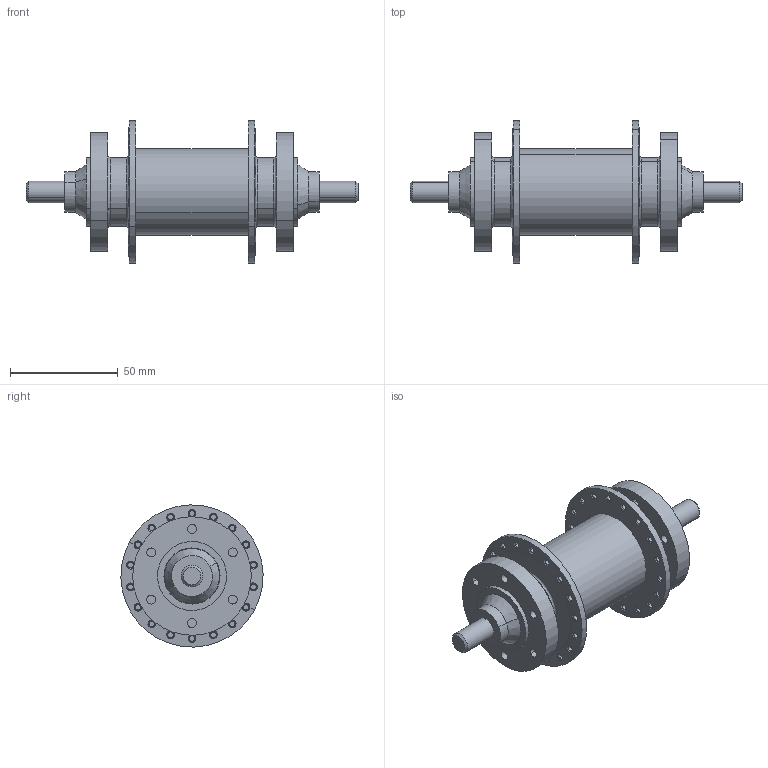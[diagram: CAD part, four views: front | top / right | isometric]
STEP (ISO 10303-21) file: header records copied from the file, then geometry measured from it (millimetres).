
FILE_DESCRIPTION(('CATIA V5 STEP Exchange'),'2;1');
FILE_NAME('Assemblage Moyeux.stp','2019-01-15T18:25:14+00:00',('none'),('none'),'CATIA Version 5 Release 21 GA (IN-10)','CATIA V5 STEP AP203','none');
FILE_SCHEMA(('CONFIG_CONTROL_DESIGN'));
Length unit declared in the file: millimetre
Products named in the file (1): Assemblage Moyeux
Assembly tree (4 placements, depth 2):
  Assemblage Moyeux
    #58
    #13024
    #13361  x2
Bounding box: 154 x 65.98 x 65.98 mm (x, y, z)
Volume: 127185.7 mm3; surface area: 47578.3 mm2
Topology: 4 solids, 4 shells, 332 faces, 764 edges, 452 vertices
Faces by surface type: cylinder 142, cone 84, bspline 76, plane 22, torus 8
Entity records: 13683 total; most frequent: CARTESIAN_POINT 7233, ORIENTED_EDGE 1476, DIRECTION 856, EDGE_CURVE 738, AXIS2_PLACEMENT_3D 465, VERTEX_POINT 436, EDGE_LOOP 430, ADVANCED_FACE 319
